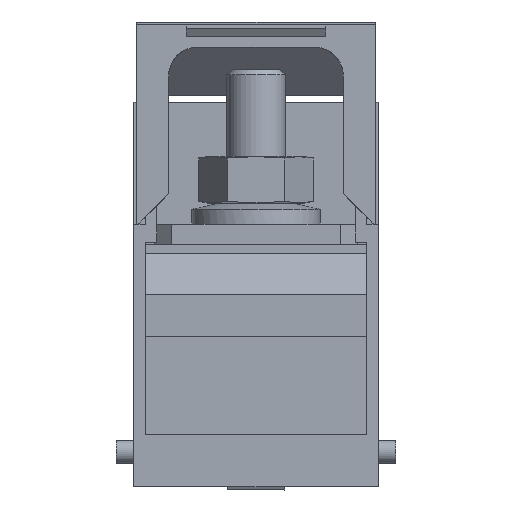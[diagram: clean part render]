
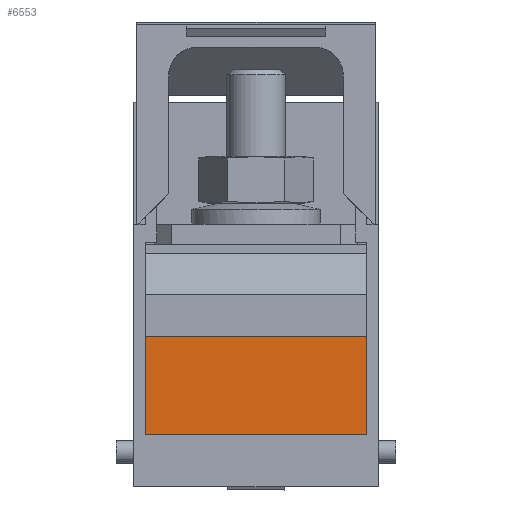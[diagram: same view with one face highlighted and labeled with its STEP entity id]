
A CAD part, front view. The second image highlights one B-rep face of the part: STEP entity #6553.
In plain terms, the highlighted planar face has unit normal (0, -1, 0).
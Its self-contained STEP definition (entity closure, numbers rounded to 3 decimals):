
#6545=AXIS2_PLACEMENT_3D('Plane Axis2P3D',#6542,#6543,#6544) ;
#4190=CARTESIAN_POINT('Vertex',(43.,71.35,26.35)) ;
#4193=CARTESIAN_POINT('Line Origine',(43.,71.35,15.95)) ;
#4197=CARTESIAN_POINT('Vertex',(43.,71.35,5.55)) ;
#4293=CARTESIAN_POINT('Vertex',(5.,71.35,5.55)) ;
#4296=CARTESIAN_POINT('Line Origine',(5.,71.35,15.95)) ;
#4300=CARTESIAN_POINT('Vertex',(5.,71.35,26.35)) ;
#4486=CARTESIAN_POINT('Line Origine',(24.,71.35,5.55)) ;
#6529=CARTESIAN_POINT('Line Origine',(24.,71.35,26.35)) ;
#6542=CARTESIAN_POINT('Axis2P3D Location',(43.,71.35,5.55)) ;
#4194=DIRECTION('Vector Direction',(0.,0.,1.)) ;
#4297=DIRECTION('Vector Direction',(0.,0.,1.)) ;
#4487=DIRECTION('Vector Direction',(-1.,0.,0.)) ;
#6530=DIRECTION('Vector Direction',(-1.,0.,0.)) ;
#6543=DIRECTION('Axis2P3D Direction',(0.,-1.,0.)) ;
#6544=DIRECTION('Axis2P3D XDirection',(0.,0.,-1.)) ;
#4195=VECTOR('Line Direction',#4194,1.) ;
#4298=VECTOR('Line Direction',#4297,1.) ;
#4488=VECTOR('Line Direction',#4487,1.) ;
#6531=VECTOR('Line Direction',#6530,1.) ;
#6548=ORIENTED_EDGE('',*,*,#4302,.F.) ;
#6549=ORIENTED_EDGE('',*,*,#4490,.F.) ;
#6550=ORIENTED_EDGE('',*,*,#4199,.T.) ;
#6551=ORIENTED_EDGE('',*,*,#6533,.T.) ;
#6553=ADVANCED_FACE('V1',(#6552),#6546,.T.) ;
#4199=EDGE_CURVE('',#4198,#4191,#4196,.T.) ;
#4302=EDGE_CURVE('',#4294,#4301,#4299,.T.) ;
#4490=EDGE_CURVE('',#4198,#4294,#4489,.T.) ;
#6533=EDGE_CURVE('',#4191,#4301,#6532,.T.) ;
#6547=EDGE_LOOP('',(#6548,#6549,#6550,#6551)) ;
#6552=FACE_OUTER_BOUND('',#6547,.T.) ;
#4196=LINE('Line',#4193,#4195) ;
#4299=LINE('Line',#4296,#4298) ;
#4489=LINE('Line',#4486,#4488) ;
#6532=LINE('Line',#6529,#6531) ;
#6546=PLANE('',#6545) ;
#4191=VERTEX_POINT('',#4190) ;
#4198=VERTEX_POINT('',#4197) ;
#4294=VERTEX_POINT('',#4293) ;
#4301=VERTEX_POINT('',#4300) ;
